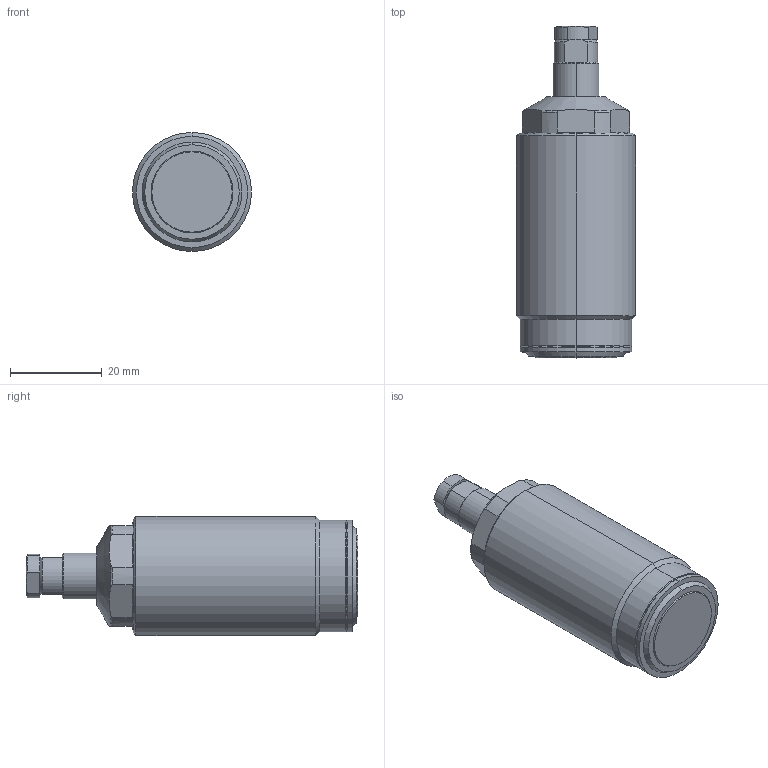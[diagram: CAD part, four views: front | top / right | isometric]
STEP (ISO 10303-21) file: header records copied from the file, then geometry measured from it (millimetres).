
FILE_DESCRIPTION (( 'STEP AP214' ), '1' );
FILE_NAME ('CSP-26ALP.STEP', '2019-10-18T11:26:24', ( '' ), ( '' ), 'SwSTEP 2.0', 'SolidWorks 2014', '' );
FILE_SCHEMA (( 'AUTOMOTIVE_DESIGN' ));
Length unit declared in the file: millimetre
Products named in the file (4): CSP-026埴芛蹟邡; CSP-026活塞杆; CSP-026-P本体（上升）; CSP-26ALP
Assembly tree (3 placements, depth 2):
  CSP-26ALP
    CSP-026-P本体（上升）
    CSP-026活塞杆
    CSP-026埴芛蹟邡
Bounding box: 26 x 72.5 x 26 mm (x, y, z)
Volume: 29097.4 mm3; surface area: 7491.1 mm2
Topology: 3 solids, 3 shells, 98 faces, 219 edges, 135 vertices
Faces by surface type: plane 31, cylinder 27, cone 20, torus 18, sphere 2
Entity records: 3003 total; most frequent: CARTESIAN_POINT 614, DIRECTION 525, ORIENTED_EDGE 438, AXIS2_PLACEMENT_3D 226, EDGE_CURVE 219, VERTEX_POINT 135, CIRCLE 122, EDGE_LOOP 106
